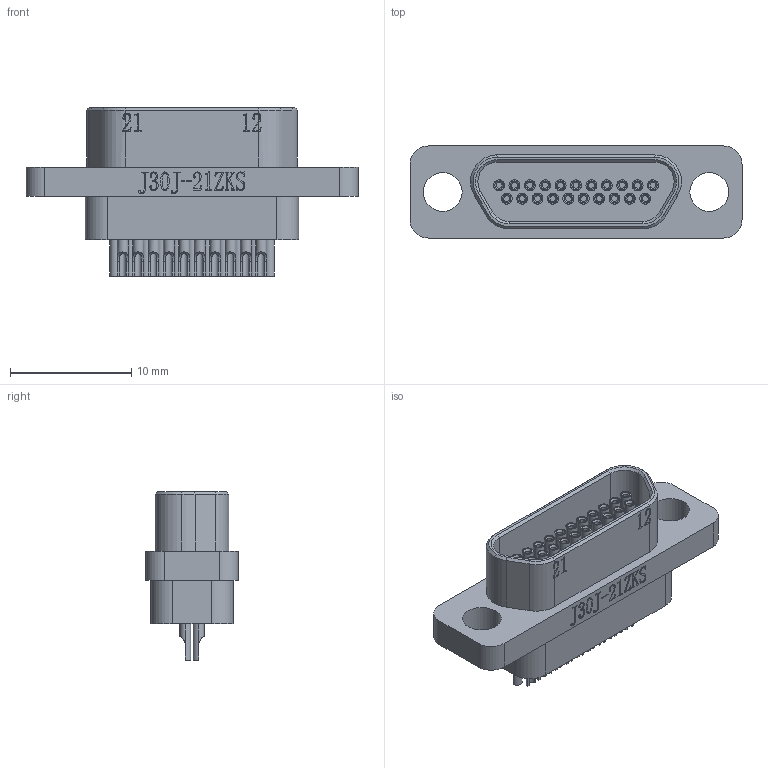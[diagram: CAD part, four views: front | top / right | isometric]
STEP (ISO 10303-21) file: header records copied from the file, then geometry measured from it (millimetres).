
FILE_DESCRIPTION (( 'STEP AP203' ), '1' );
FILE_NAME ('FMD008-F021SWRD-S0.STEP', '2025-08-25T06:18:46', ( '' ), ( '' ), 'SwSTEP 2.0', 'SolidWorks 2021', '' );
FILE_SCHEMA (( 'CONFIG_CONTROL_DESIGN' ));
Products named in the file (1): FMD008-F021SWRD-S0
Bounding box: 27.4 x 7.6 x 13.9 mm (x, y, z)
Volume: 1043.2 mm3; surface area: 1685.1 mm2
Topology: 1 solids, 1 shells, 1115 faces, 2913 edges, 1894 vertices
Faces by surface type: plane 610, bspline 240, cylinder 213, cone 52
Entity records: 43146 total; most frequent: CARTESIAN_POINT 17077, ORIENTED_EDGE 5826, DIRECTION 4530, EDGE_CURVE 2913, VECTOR 1984, LINE 1984, VERTEX_POINT 1894, AXIS2_PLACEMENT_3D 1273
